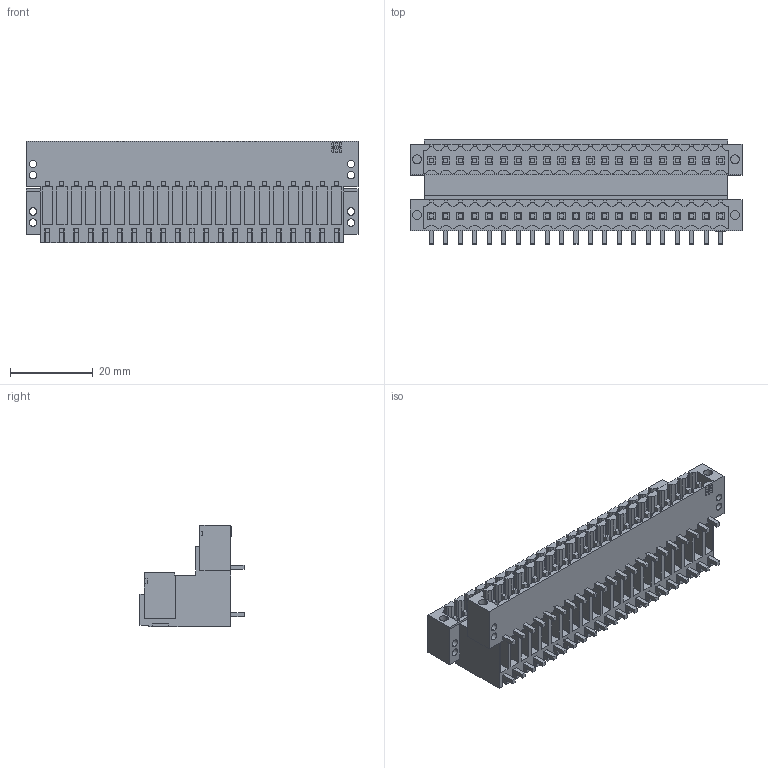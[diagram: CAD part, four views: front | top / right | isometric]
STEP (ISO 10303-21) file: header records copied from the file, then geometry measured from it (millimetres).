
FILE_DESCRIPTION(('CATIA V5 STEP','CAx-IF Rec.Pracs.--- Model Styling and Organization---1.2---2011-12-15'),'2;1');
FILE_NAME ('D1458736_0_1890870000_1890870000.stp','2016-10-04T06:47:37+00:00',('none'),('Weidmueller'),'CATIA Version 5-6 Release 2014','CATIA V5 STEP AP214','none');
FILE_SCHEMA(('AUTOMOTIVE_DESIGN { 1 0 10303 214 1 1 1 1 }'));
Products named in the file (1): 1890870000_S
Bounding box: 80.4 x 25.2 x 24.55 mm (x, y, z)
Volume: 17993.5 mm3; surface area: 21744.8 mm2
Topology: 43 solids, 43 shells, 2147 faces, 6293 edges, 4292 vertices
Faces by surface type: plane 1818, cylinder 309, extrusion 20
Entity records: 68046 total; most frequent: CARTESIAN_POINT 14294, ORIENTED_EDGE 12546, DIRECTION 8674, EDGE_CURVE 6273, VECTOR 5630, LINE 5610, VERTEX_POINT 4282, EDGE_LOOP 2341
